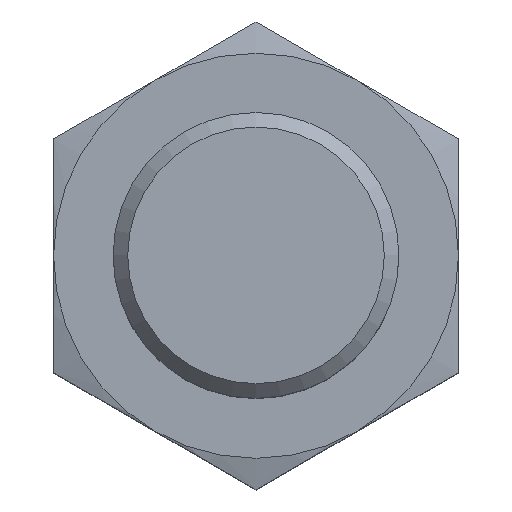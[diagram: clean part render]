
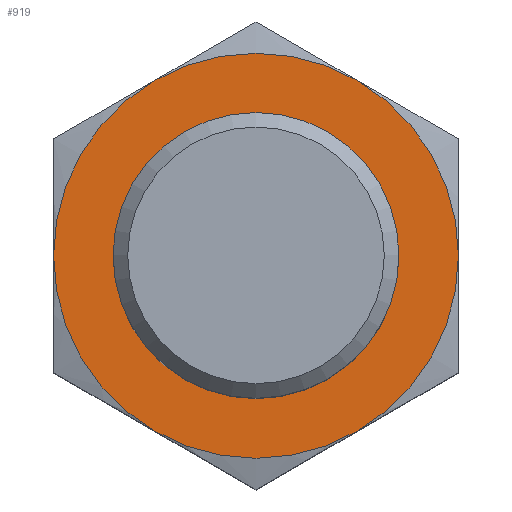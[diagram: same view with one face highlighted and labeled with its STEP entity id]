
A CAD part, top view. The second image highlights one B-rep face of the part: STEP entity #919.
In plain terms, the highlighted planar face has unit normal (0, 0, 1).
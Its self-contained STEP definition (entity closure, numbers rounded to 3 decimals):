
#139=CIRCLE('',#1025,6.);
#140=CIRCLE('',#1027,8.5);
#141=CIRCLE('',#1029,8.5);
#142=CIRCLE('',#1031,8.5);
#143=CIRCLE('',#1033,8.5);
#144=CIRCLE('',#1035,8.5);
#145=CIRCLE('',#1037,8.5);
#346=ORIENTED_EDGE('',*,*,#501,.T.);
#347=ORIENTED_EDGE('',*,*,#506,.F.);
#348=ORIENTED_EDGE('',*,*,#505,.F.);
#349=ORIENTED_EDGE('',*,*,#507,.F.);
#350=ORIENTED_EDGE('',*,*,#504,.F.);
#351=ORIENTED_EDGE('',*,*,#503,.F.);
#352=ORIENTED_EDGE('',*,*,#502,.F.);
#501=EDGE_CURVE('',#596,#596,#139,.T.);
#502=EDGE_CURVE('',#586,#588,#140,.T.);
#503=EDGE_CURVE('',#588,#590,#141,.T.);
#504=EDGE_CURVE('',#590,#592,#142,.T.);
#505=EDGE_CURVE('',#593,#584,#143,.T.);
#506=EDGE_CURVE('',#584,#586,#144,.T.);
#507=EDGE_CURVE('',#592,#593,#145,.T.);
#584=VERTEX_POINT('',#1613);
#586=VERTEX_POINT('',#1625);
#588=VERTEX_POINT('',#1637);
#590=VERTEX_POINT('',#1649);
#592=VERTEX_POINT('',#1661);
#593=VERTEX_POINT('',#1671);
#596=VERTEX_POINT('',#1684);
#733=EDGE_LOOP('',(#346));
#734=EDGE_LOOP('',(#347,#348,#349,#350,#351,#352));
#819=FACE_BOUND('',#733,.T.);
#820=FACE_BOUND('',#734,.T.);
#859=PLANE('',#1036);
#919=ADVANCED_FACE('',(#819,#820),#859,.T.);
#1025=AXIS2_PLACEMENT_3D('',#1683,#1234,#1235);
#1027=AXIS2_PLACEMENT_3D('',#1686,#1238,#1239);
#1029=AXIS2_PLACEMENT_3D('',#1688,#1242,#1243);
#1031=AXIS2_PLACEMENT_3D('',#1690,#1246,#1247);
#1033=AXIS2_PLACEMENT_3D('',#1692,#1250,#1251);
#1035=AXIS2_PLACEMENT_3D('',#1694,#1254,#1255);
#1036=AXIS2_PLACEMENT_3D('',#1695,#1256,#1257);
#1037=AXIS2_PLACEMENT_3D('',#1696,#1258,#1259);
#1234=DIRECTION('',(0.,0.,-1.));
#1235=DIRECTION('',(-1.,0.,0.));
#1238=DIRECTION('',(0.,0.,-1.));
#1239=DIRECTION('',(-1.,0.,0.));
#1242=DIRECTION('',(0.,0.,-1.));
#1243=DIRECTION('',(-1.,0.,0.));
#1246=DIRECTION('',(0.,0.,-1.));
#1247=DIRECTION('',(-1.,0.,0.));
#1250=DIRECTION('',(0.,0.,-1.));
#1251=DIRECTION('',(-1.,0.,0.));
#1254=DIRECTION('',(0.,0.,-1.));
#1255=DIRECTION('',(-1.,0.,0.));
#1256=DIRECTION('',(0.,0.,1.));
#1257=DIRECTION('',(1.,0.,0.));
#1258=DIRECTION('',(0.,0.,-1.));
#1259=DIRECTION('',(-1.,0.,0.));
#1613=CARTESIAN_POINT('',(-4.25,7.361,-10.));
#1625=CARTESIAN_POINT('',(4.25,7.361,-10.));
#1637=CARTESIAN_POINT('',(8.5,0.,-10.));
#1649=CARTESIAN_POINT('',(4.25,-7.361,-10.));
#1661=CARTESIAN_POINT('',(-4.25,-7.361,-10.));
#1671=CARTESIAN_POINT('',(-8.5,0.,-10.));
#1683=CARTESIAN_POINT('',(0.,0.,-10.));
#1684=CARTESIAN_POINT('',(-6.,0.,-10.));
#1686=CARTESIAN_POINT('',(0.,0.,-10.));
#1688=CARTESIAN_POINT('',(0.,0.,-10.));
#1690=CARTESIAN_POINT('',(0.,0.,-10.));
#1692=CARTESIAN_POINT('',(0.,0.,-10.));
#1694=CARTESIAN_POINT('',(0.,0.,-10.));
#1695=CARTESIAN_POINT('',(0.,8.5,-10.));
#1696=CARTESIAN_POINT('',(0.,0.,-10.));
